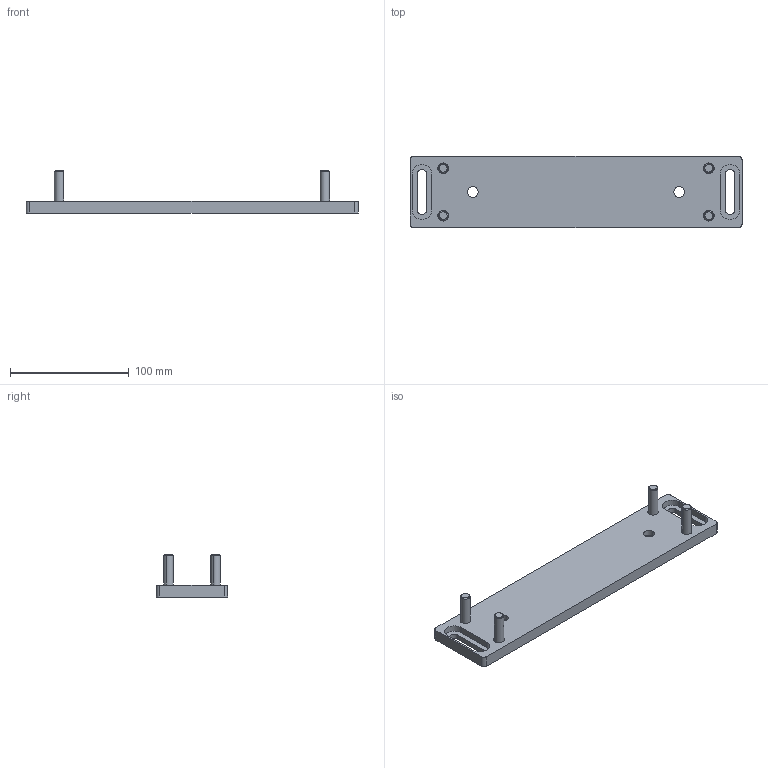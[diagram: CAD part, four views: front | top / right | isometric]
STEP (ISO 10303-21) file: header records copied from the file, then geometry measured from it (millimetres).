
FILE_DESCRIPTION (( 'STEP AP214' ), '1' );
FILE_NAME ('EZ02407.STEP', '2019-01-29T10:51:06', ( '' ), ( '' ), 'SwSTEP 2.0', 'SolidWorks 2018', '' );
FILE_SCHEMA (( 'AUTOMOTIVE_DESIGN' ));
Length unit declared in the file: millimetre
Products named in the file (3): EZ02407; EZ02231; socket head thin cap screw_1_din_DIN 7984 - M8 x 30 --- 26.25N - 8.8 verz.
Assembly tree (5 placements, depth 2):
  EZ02407
    EZ02231
    socket head thin cap screw_1_din_DIN 7984 - M8 x 30 --- 26.25N - 8.8 verz.  x4
Bounding box: 280 x 60 x 35.5 mm (x, y, z)
Volume: 158204.4 mm3; surface area: 47761.9 mm2
Topology: 5 solids, 5 shells, 166 faces, 376 edges, 228 vertices
Faces by surface type: plane 82, cylinder 52, cone 16, torus 16
Entity records: 2632 total; most frequent: DIRECTION 482, CARTESIAN_POINT 422, ORIENTED_EDGE 400, EDGE_CURVE 200, AXIS2_PLACEMENT_3D 189, VERTEX_POINT 129, EDGE_LOOP 111, LINE 104
